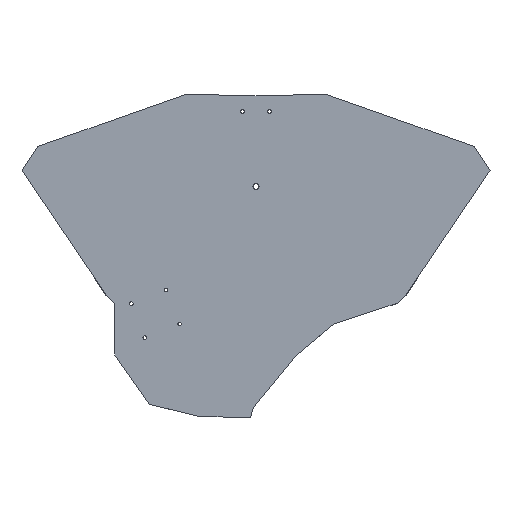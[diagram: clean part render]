
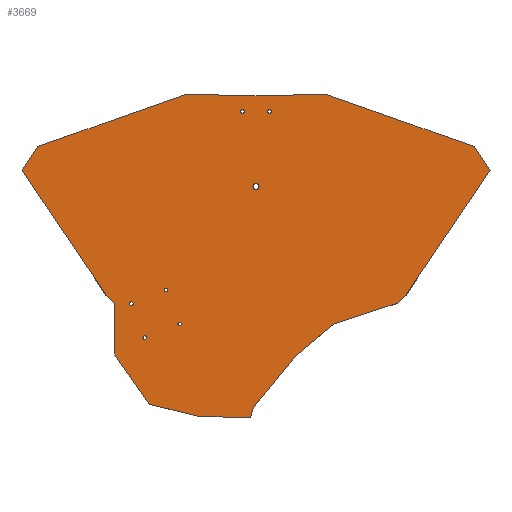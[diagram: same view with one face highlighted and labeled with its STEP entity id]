
A CAD part, top view. The second image highlights one B-rep face of the part: STEP entity #3669.
In plain terms, the highlighted planar face has unit normal (0, 0, 1).
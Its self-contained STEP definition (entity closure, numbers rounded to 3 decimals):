
#43=FACE_BOUND('',#633,.T.);
#44=FACE_BOUND('',#634,.T.);
#45=FACE_BOUND('',#635,.T.);
#46=FACE_BOUND('',#636,.T.);
#47=FACE_BOUND('',#637,.T.);
#48=FACE_BOUND('',#638,.T.);
#49=FACE_BOUND('',#639,.T.);
#216=PLANE('',#3931);
#410=FACE_OUTER_BOUND('',#632,.T.);
#632=EDGE_LOOP('',(#3424,#3425,#3426,#3427,#3428,#3429,#3430,#3431,#3432,
#3433,#3434,#3435,#3436,#3437,#3438,#3439,#3440,#3441));
#633=EDGE_LOOP('',(#3442));
#634=EDGE_LOOP('',(#3443));
#635=EDGE_LOOP('',(#3444));
#636=EDGE_LOOP('',(#3445));
#637=EDGE_LOOP('',(#3446));
#638=EDGE_LOOP('',(#3447));
#639=EDGE_LOOP('',(#3448));
#717=LINE('',#5049,#1169);
#814=LINE('',#5361,#1266);
#817=LINE('',#5366,#1269);
#819=LINE('',#5370,#1271);
#821=LINE('',#5375,#1273);
#824=LINE('',#5380,#1276);
#826=LINE('',#5384,#1278);
#828=LINE('',#5388,#1280);
#830=LINE('',#5391,#1282);
#1071=LINE('',#5869,#1523);
#1073=LINE('',#5873,#1525);
#1075=LINE('',#5877,#1527);
#1077=LINE('',#5881,#1529);
#1078=LINE('',#5883,#1530);
#1080=LINE('',#5887,#1532);
#1082=LINE('',#5891,#1534);
#1084=LINE('',#5895,#1536);
#1085=LINE('',#5897,#1537);
#1169=VECTOR('',#4057,10.);
#1266=VECTOR('',#4384,10.);
#1269=VECTOR('',#4389,10.);
#1271=VECTOR('',#4393,10.);
#1273=VECTOR('',#4397,10.);
#1276=VECTOR('',#4402,10.);
#1278=VECTOR('',#4406,10.);
#1280=VECTOR('',#4410,10.);
#1282=VECTOR('',#4414,10.);
#1523=VECTOR('',#4823,10.);
#1525=VECTOR('',#4827,10.);
#1527=VECTOR('',#4831,10.);
#1529=VECTOR('',#4835,10.);
#1530=VECTOR('',#4838,10.);
#1532=VECTOR('',#4842,10.);
#1534=VECTOR('',#4846,10.);
#1536=VECTOR('',#4850,10.);
#1537=VECTOR('',#4853,10.);
#1544=CIRCLE('',#3685,1.05);
#1546=CIRCLE('',#3688,1.05);
#1574=CIRCLE('',#3757,1.05);
#1577=CIRCLE('',#3764,1.05);
#1580=CIRCLE('',#3770,1.05);
#1583=CIRCLE('',#3776,1.05);
#1597=CIRCLE('',#3930,1.75);
#1598=VERTEX_POINT('',#4884);
#1600=VERTEX_POINT('',#4890);
#1662=VERTEX_POINT('',#5046);
#1663=VERTEX_POINT('',#5048);
#1718=VERTEX_POINT('',#5199);
#1721=VERTEX_POINT('',#5211);
#1724=VERTEX_POINT('',#5222);
#1727=VERTEX_POINT('',#5233);
#1762=VERTEX_POINT('',#5359);
#1763=VERTEX_POINT('',#5360);
#1764=VERTEX_POINT('',#5365);
#1765=VERTEX_POINT('',#5369);
#1766=VERTEX_POINT('',#5373);
#1767=VERTEX_POINT('',#5374);
#1768=VERTEX_POINT('',#5379);
#1769=VERTEX_POINT('',#5383);
#1770=VERTEX_POINT('',#5387);
#1923=VERTEX_POINT('',#5867);
#1924=VERTEX_POINT('',#5871);
#1925=VERTEX_POINT('',#5875);
#1926=VERTEX_POINT('',#5879);
#1927=VERTEX_POINT('',#5885);
#1928=VERTEX_POINT('',#5889);
#1929=VERTEX_POINT('',#5893);
#1930=VERTEX_POINT('',#5912);
#1931=EDGE_CURVE('',#1598,#1598,#1544,.T.);
#1934=EDGE_CURVE('',#1600,#1600,#1546,.T.);
#2013=EDGE_CURVE('',#1663,#1662,#717,.T.);
#2085=EDGE_CURVE('',#1718,#1718,#1574,.T.);
#2090=EDGE_CURVE('',#1721,#1721,#1577,.T.);
#2095=EDGE_CURVE('',#1724,#1724,#1580,.T.);
#2100=EDGE_CURVE('',#1727,#1727,#1583,.T.);
#2158=EDGE_CURVE('',#1762,#1763,#814,.T.);
#2161=EDGE_CURVE('',#1763,#1764,#817,.T.);
#2163=EDGE_CURVE('',#1765,#1764,#819,.T.);
#2165=EDGE_CURVE('',#1766,#1767,#821,.T.);
#2168=EDGE_CURVE('',#1767,#1768,#824,.T.);
#2170=EDGE_CURVE('',#1769,#1768,#826,.T.);
#2172=EDGE_CURVE('',#1770,#1769,#828,.T.);
#2174=EDGE_CURVE('',#1770,#1762,#830,.T.);
#2415=EDGE_CURVE('',#1765,#1923,#1071,.T.);
#2417=EDGE_CURVE('',#1923,#1924,#1073,.T.);
#2419=EDGE_CURVE('',#1924,#1925,#1075,.T.);
#2421=EDGE_CURVE('',#1925,#1926,#1077,.T.);
#2422=EDGE_CURVE('',#1926,#1663,#1078,.T.);
#2424=EDGE_CURVE('',#1662,#1927,#1080,.T.);
#2426=EDGE_CURVE('',#1927,#1928,#1082,.T.);
#2428=EDGE_CURVE('',#1928,#1929,#1084,.T.);
#2429=EDGE_CURVE('',#1929,#1766,#1085,.T.);
#2435=EDGE_CURVE('',#1930,#1930,#1597,.T.);
#3424=ORIENTED_EDGE('',*,*,#2415,.T.);
#3425=ORIENTED_EDGE('',*,*,#2417,.T.);
#3426=ORIENTED_EDGE('',*,*,#2419,.T.);
#3427=ORIENTED_EDGE('',*,*,#2421,.T.);
#3428=ORIENTED_EDGE('',*,*,#2422,.T.);
#3429=ORIENTED_EDGE('',*,*,#2013,.T.);
#3430=ORIENTED_EDGE('',*,*,#2424,.T.);
#3431=ORIENTED_EDGE('',*,*,#2426,.T.);
#3432=ORIENTED_EDGE('',*,*,#2428,.T.);
#3433=ORIENTED_EDGE('',*,*,#2429,.T.);
#3434=ORIENTED_EDGE('',*,*,#2165,.T.);
#3435=ORIENTED_EDGE('',*,*,#2168,.T.);
#3436=ORIENTED_EDGE('',*,*,#2170,.F.);
#3437=ORIENTED_EDGE('',*,*,#2172,.F.);
#3438=ORIENTED_EDGE('',*,*,#2174,.T.);
#3439=ORIENTED_EDGE('',*,*,#2158,.T.);
#3440=ORIENTED_EDGE('',*,*,#2161,.T.);
#3441=ORIENTED_EDGE('',*,*,#2163,.F.);
#3442=ORIENTED_EDGE('',*,*,#1931,.T.);
#3443=ORIENTED_EDGE('',*,*,#1934,.T.);
#3444=ORIENTED_EDGE('',*,*,#2090,.T.);
#3445=ORIENTED_EDGE('',*,*,#2095,.T.);
#3446=ORIENTED_EDGE('',*,*,#2100,.T.);
#3447=ORIENTED_EDGE('',*,*,#2085,.T.);
#3448=ORIENTED_EDGE('',*,*,#2435,.T.);
#3669=ADVANCED_FACE('',(#410,#43,#44,#45,#46,#47,#48,#49),#216,.T.);
#3685=AXIS2_PLACEMENT_3D('',#4885,#3936,#3937);
#3688=AXIS2_PLACEMENT_3D('',#4891,#3943,#3944);
#3757=AXIS2_PLACEMENT_3D('',#5201,#4204,#4205);
#3764=AXIS2_PLACEMENT_3D('',#5213,#4220,#4221);
#3770=AXIS2_PLACEMENT_3D('',#5224,#4234,#4235);
#3776=AXIS2_PLACEMENT_3D('',#5235,#4248,#4249);
#3930=AXIS2_PLACEMENT_3D('',#5913,#4877,#4878);
#3931=AXIS2_PLACEMENT_3D('',#5915,#4880,#4881);
#3936=DIRECTION('center_axis',(0.,0.,-1.));
#3937=DIRECTION('ref_axis',(-1.,0.,0.));
#3943=DIRECTION('center_axis',(0.,0.,-1.));
#3944=DIRECTION('ref_axis',(-1.,0.,0.));
#4057=DIRECTION('',(-1.,0.025,0.));
#4204=DIRECTION('center_axis',(0.,0.,-1.));
#4205=DIRECTION('ref_axis',(1.,0.,0.));
#4220=DIRECTION('center_axis',(0.,0.,-1.));
#4221=DIRECTION('ref_axis',(1.,0.,0.));
#4234=DIRECTION('center_axis',(0.,0.,-1.));
#4235=DIRECTION('ref_axis',(1.,0.,0.));
#4248=DIRECTION('center_axis',(0.,0.,-1.));
#4249=DIRECTION('ref_axis',(1.,0.,0.));
#4384=DIRECTION('',(0.636,0.772,0.));
#4389=DIRECTION('',(0.767,0.642,0.));
#4393=DIRECTION('',(-0.95,-0.312,0.));
#4397=DIRECTION('',(0.,-1.,0.));
#4402=DIRECTION('',(0.574,-0.819,0.));
#4406=DIRECTION('',(-0.972,0.236,0.));
#4410=DIRECTION('',(-1.,0.029,0.));
#4414=DIRECTION('',(0.259,0.966,0.));
#4823=DIRECTION('',(0.732,0.681,0.));
#4827=DIRECTION('',(0.56,0.829,0.));
#4831=DIRECTION('',(-0.549,0.836,0.));
#4835=DIRECTION('',(-0.943,0.333,0.));
#4838=DIRECTION('',(-1.,-0.025,0.));
#4842=DIRECTION('',(-0.943,-0.333,0.));
#4846=DIRECTION('',(-0.549,-0.836,0.));
#4850=DIRECTION('',(0.56,-0.829,0.));
#4853=DIRECTION('',(0.732,-0.681,0.));
#4877=DIRECTION('center_axis',(0.,0.,-1.));
#4878=DIRECTION('ref_axis',(-1.,0.,0.));
#4880=DIRECTION('center_axis',(0.,0.,1.));
#4881=DIRECTION('ref_axis',(1.,0.,0.));
#4884=CARTESIAN_POINT('',(-6.85,95.,3.));
#4885=CARTESIAN_POINT('Origin',(-7.9,95.,3.));
#4890=CARTESIAN_POINT('',(8.95,95.,3.));
#4891=CARTESIAN_POINT('Origin',(7.9,95.,3.));
#5046=CARTESIAN_POINT('',(-40.522,105.,3.));
#5048=CARTESIAN_POINT('',(0.,104.,3.));
#5049=CARTESIAN_POINT('',(0.,104.,3.));
#5199=CARTESIAN_POINT('',(-73.423,-16.64,3.));
#5201=CARTESIAN_POINT('Origin',(-72.373,-16.64,3.));
#5211=CARTESIAN_POINT('',(-53.207,-8.67,3.));
#5213=CARTESIAN_POINT('Origin',(-52.157,-8.67,3.));
#5222=CARTESIAN_POINT('',(-65.641,-36.388,3.));
#5224=CARTESIAN_POINT('Origin',(-64.591,-36.388,3.));
#5233=CARTESIAN_POINT('',(-45.424,-28.421,3.));
#5235=CARTESIAN_POINT('Origin',(-44.374,-28.421,3.));
#5359=CARTESIAN_POINT('',(-1.515,-76.887,3.));
#5360=CARTESIAN_POINT('',(23.385,-46.686,3.));
#5361=CARTESIAN_POINT('',(-1.515,-76.887,3.));
#5365=CARTESIAN_POINT('',(45.05,-28.559,3.));
#5366=CARTESIAN_POINT('',(1.72,-64.813,3.));
#5369=CARTESIAN_POINT('',(81.909,-16.453,3.));
#5370=CARTESIAN_POINT('',(81.909,-16.453,3.));
#5373=CARTESIAN_POINT('',(-81.909,-16.453,3.));
#5374=CARTESIAN_POINT('',(-81.909,-46.453,3.));
#5375=CARTESIAN_POINT('',(-81.909,-16.453,3.));
#5379=CARTESIAN_POINT('',(-61.834,-75.123,3.));
#5380=CARTESIAN_POINT('',(-81.909,-46.453,3.));
#5383=CARTESIAN_POINT('',(-33.292,-82.042,3.));
#5384=CARTESIAN_POINT('',(-33.292,-82.042,3.));
#5387=CARTESIAN_POINT('',(-3.133,-82.924,3.));
#5388=CARTESIAN_POINT('',(-3.133,-82.924,3.));
#5391=CARTESIAN_POINT('',(-4.75,-88.961,3.));
#5867=CARTESIAN_POINT('',(87.138,-11.592,3.));
#5869=CARTESIAN_POINT('',(87.138,-11.592,3.));
#5871=CARTESIAN_POINT('',(135.88,60.539,3.));
#5873=CARTESIAN_POINT('',(135.88,60.539,3.));
#5875=CARTESIAN_POINT('',(126.654,74.602,3.));
#5877=CARTESIAN_POINT('',(126.654,74.602,3.));
#5879=CARTESIAN_POINT('',(40.522,105.,3.));
#5881=CARTESIAN_POINT('',(40.522,105.,3.));
#5883=CARTESIAN_POINT('',(0.,104.,3.));
#5885=CARTESIAN_POINT('',(-126.654,74.602,3.));
#5887=CARTESIAN_POINT('',(-40.522,105.,3.));
#5889=CARTESIAN_POINT('',(-135.88,60.539,3.));
#5891=CARTESIAN_POINT('',(-126.654,74.602,3.));
#5893=CARTESIAN_POINT('',(-87.138,-11.592,3.));
#5895=CARTESIAN_POINT('',(-135.88,60.539,3.));
#5897=CARTESIAN_POINT('',(-87.138,-11.592,3.));
#5912=CARTESIAN_POINT('',(1.75,51.5,3.));
#5913=CARTESIAN_POINT('Origin',(0.,51.5,3.));
#5915=CARTESIAN_POINT('Origin',(0.,43.774,3.));
